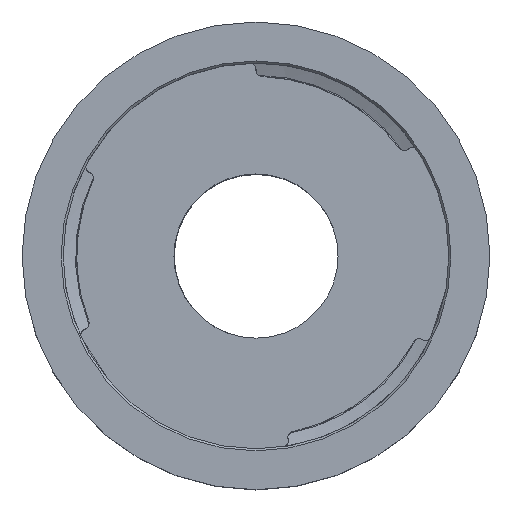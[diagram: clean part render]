
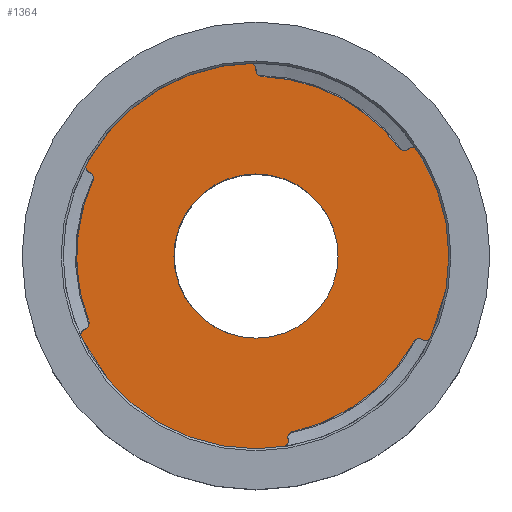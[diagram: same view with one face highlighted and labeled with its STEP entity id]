
A CAD part, top view. The second image highlights one B-rep face of the part: STEP entity #1364.
In plain terms, the highlighted planar face has unit normal (0, 0, 1).
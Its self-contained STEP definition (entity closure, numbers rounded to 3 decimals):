
#153=FACE_BOUND('',#268,.T.);
#162=PLANE('',#1465);
#184=FACE_OUTER_BOUND('',#267,.T.);
#267=EDGE_LOOP('',(#887));
#268=EDGE_LOOP('',(#888));
#436=CIRCLE('',#1463,10.);
#438=CIRCLE('',#1466,23.5);
#513=VERTEX_POINT('',#1988);
#515=VERTEX_POINT('',#1994);
#661=EDGE_CURVE('',#513,#513,#436,.T.);
#664=EDGE_CURVE('',#515,#515,#438,.T.);
#887=ORIENTED_EDGE('',*,*,#664,.F.);
#888=ORIENTED_EDGE('',*,*,#661,.T.);
#1364=ADVANCED_FACE('',(#184,#153),#162,.T.);
#1463=AXIS2_PLACEMENT_3D('',#1989,#1628,#1629);
#1465=AXIS2_PLACEMENT_3D('',#1993,#1633,#1634);
#1466=AXIS2_PLACEMENT_3D('',#1995,#1635,#1636);
#1628=DIRECTION('center_axis',(0.,0.,-1.));
#1629=DIRECTION('ref_axis',(0.,1.,0.));
#1633=DIRECTION('center_axis',(0.,0.,1.));
#1634=DIRECTION('ref_axis',(0.,-1.,0.));
#1635=DIRECTION('center_axis',(0.,0.,
-1.));
#1636=DIRECTION('ref_axis',(-1.,0.,0.));
#1988=CARTESIAN_POINT('',(-0.041,-9.992,30.5));
#1989=CARTESIAN_POINT('Origin',(-0.041,0.008,
30.5));
#1993=CARTESIAN_POINT('Origin',(-0.041,0.008,
30.5));
#1994=CARTESIAN_POINT('',(23.459,0.008,30.5));
#1995=CARTESIAN_POINT('Origin',(-0.041,0.008,
30.5));
